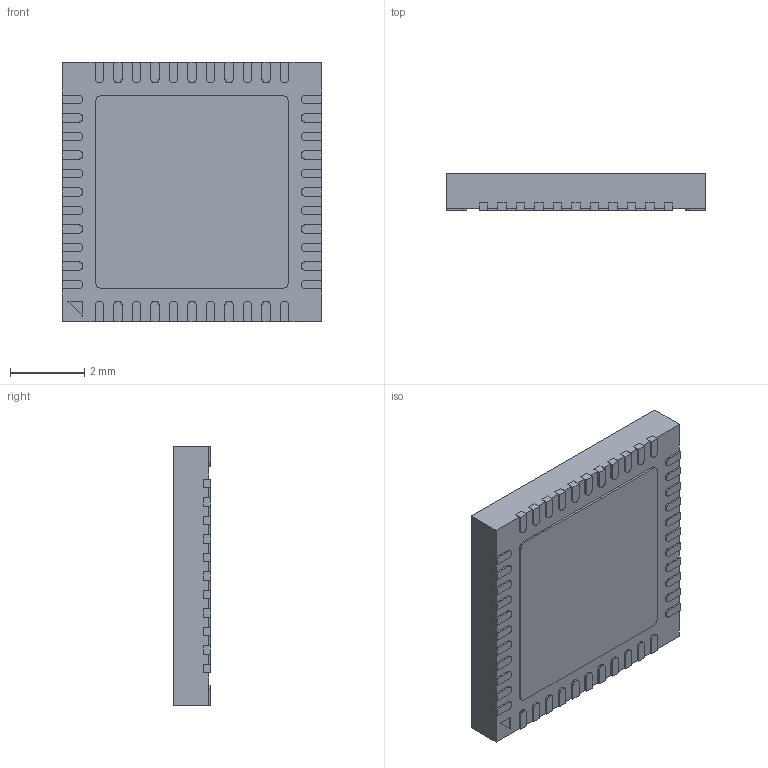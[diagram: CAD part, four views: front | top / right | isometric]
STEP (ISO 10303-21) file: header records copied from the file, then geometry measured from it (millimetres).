
FILE_DESCRIPTION (( 'STEP AP214' ), '1' );
FILE_NAME ('ATMEGA32U4-MU.STEP', '2020-09-02T22:09:47', ( '' ), ( '' ), 'SwSTEP 2.0', 'SolidWorks 2017', '' );
FILE_SCHEMA (( 'AUTOMOTIVE_DESIGN' ));
Length unit declared in the file: millimetre
Products named in the file (1): ATMEGA32U4-MU
Bounding box: 7 x 1 x 7 mm (x, y, z)
Volume: 48.2 mm3; surface area: 217.2 mm2
Topology: 48 solids, 48 shells, 503 faces, 1212 edges, 808 vertices
Faces by surface type: plane 381, cylinder 122
Entity records: 17370 total; most frequent: CARTESIAN_POINT 2524, DIRECTION 2464, ORIENTED_EDGE 2424, EDGE_CURVE 1212, VECTOR 968, LINE 968, VERTEX_POINT 808, AXIS2_PLACEMENT_3D 748
